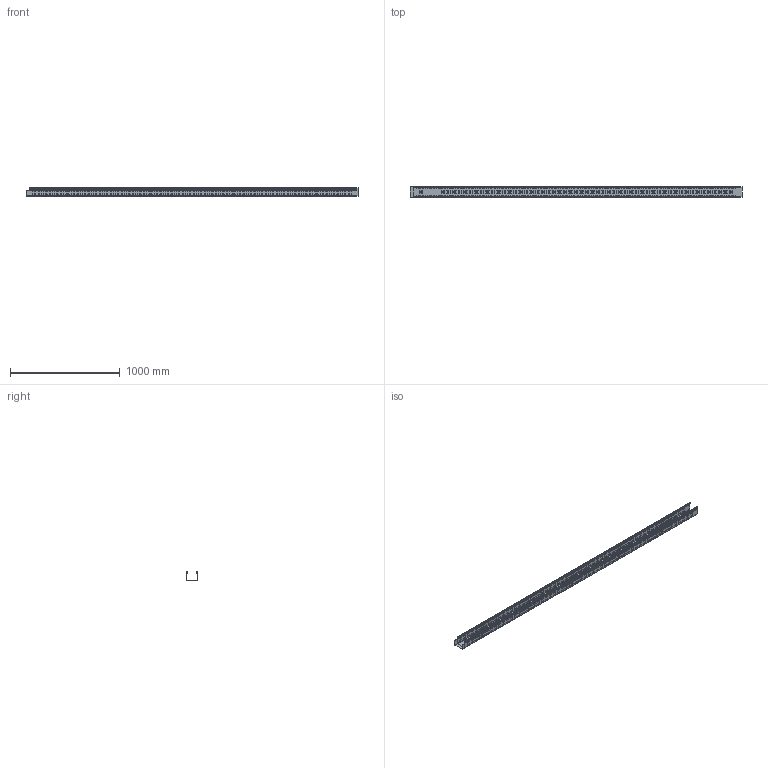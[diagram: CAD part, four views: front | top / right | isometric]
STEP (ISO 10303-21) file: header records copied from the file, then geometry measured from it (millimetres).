
FILE_DESCRIPTION(/* description */ (''),/* implementation_level */ '2;1');
FILE_NAME(/* name */ '480061.stp',/* time_stamp */ '2023-12-19T13:43:23+01:00',/* author */ ('bonnaudn'),/* organization */ (''),/* preprocessor_version */ 'ST-DEVELOPER v19.2',/* originating_system */ 'AutoCAD Mechanical',/* authorisation */ '');
FILE_SCHEMA (('AUTOMOTIVE_DESIGN { 1 0 10303 214 3 1 1 }'));
Length unit declared in the file: millimetre
Products named in the file (1): Product
Bounding box: 3030 x 100.4 x 77.2 mm (x, y, z)
Volume: 509329.9 mm3; surface area: 1896139.3 mm2
Topology: 1 solids, 976 shells, 1081 faces, 4043 edges, 3939 vertices
Faces by surface type: plane 1023, cylinder 46, torus 8, cone 4
Entity records: 46045 total; most frequent: CARTESIAN_POINT 9064, DIRECTION 8210, ORIENTED_EDGE 4323, EDGE_CURVE 4043, VERTEX_POINT 3939, AXIS2_PLACEMENT_3D 3085, LINE 2040, VECTOR 2040
